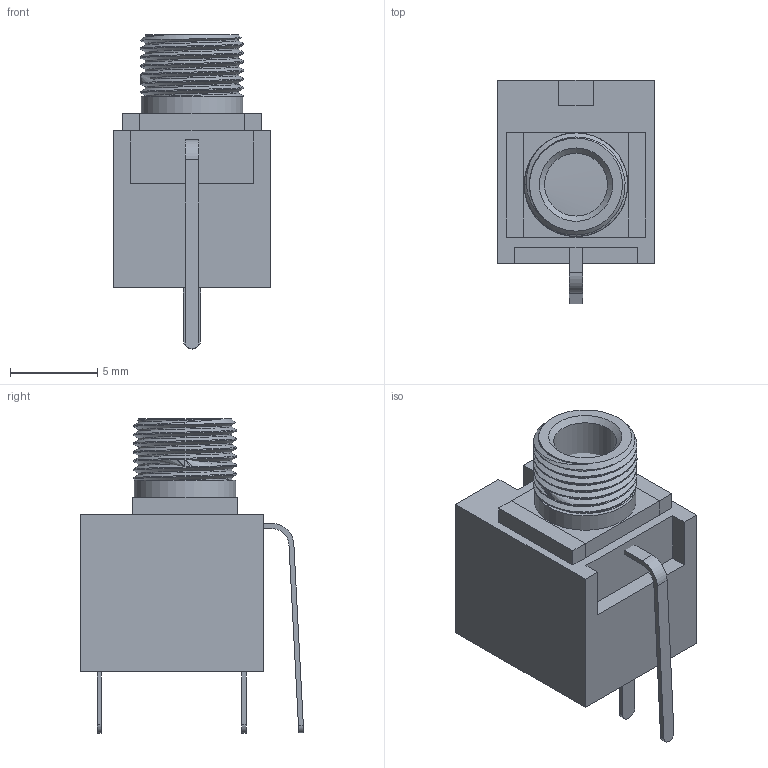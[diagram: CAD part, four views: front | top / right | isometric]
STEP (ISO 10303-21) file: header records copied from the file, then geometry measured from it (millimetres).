
FILE_DESCRIPTION(/* description */ (''),/* implementation_level */ '2;1');
FILE_NAME(/* name */ 'PJ398SM.step',/* time_stamp */ '2018-11-07T21:48:14+08:00',/* author */ (''),/* organization */ (''),/* preprocessor_version */ 'ST-DEVELOPER v17.2',/* originating_system */ 'Autodesk Translation Framework v7.6.0.251',/* authorisation */ '');
FILE_SCHEMA (('AUTOMOTIVE_DESIGN { 1 0 10303 214 3 1 1 }'));
Length unit declared in the file: millimetre
Products named in the file (5): PJ398SM; Jack; Body; Barrel; Pins
Assembly tree (4 placements, depth 3):
  PJ398SM
    Jack
      Body
      Barrel
      Pins
Bounding box: 9 x 12.8 x 18 mm (x, y, z)
Volume: 608.3 mm3; surface area: 1077.6 mm2
Topology: 6 solids, 6 shells, 83 faces, 201 edges, 131 vertices
Faces by surface type: plane 52, cylinder 26, cone 3, bspline 2
Full cylindrical faces by diameter (mm): 3.6 x2, 5.351 x7, 5.83 x1, 5.927 x7
Entity records: 3835 total; most frequent: CARTESIAN_POINT 1772, ORIENTED_EDGE 402, DIRECTION 372, EDGE_CURVE 201, LINE 140, VECTOR 140, VERTEX_POINT 131, AXIS2_PLACEMENT_3D 116
